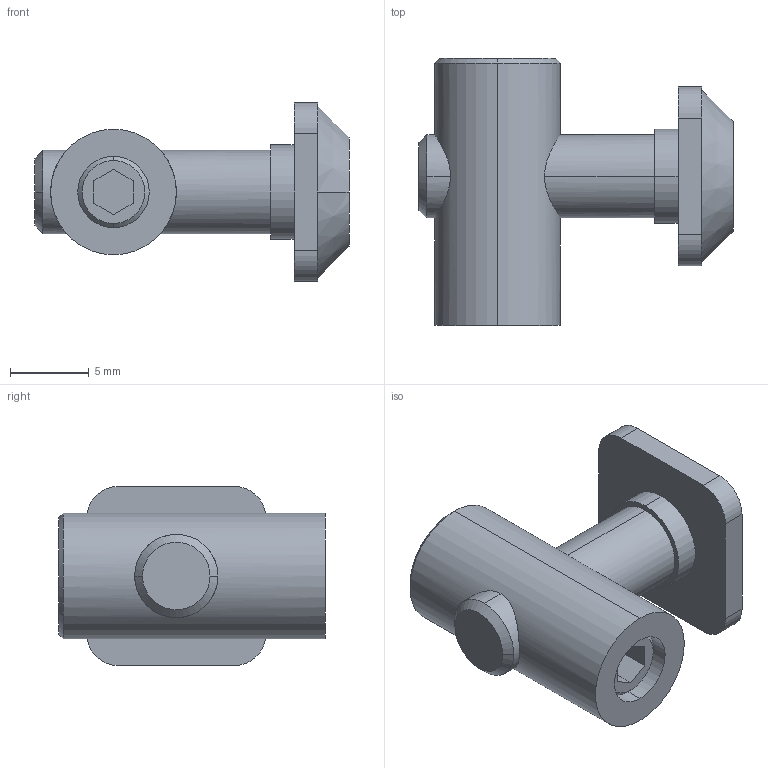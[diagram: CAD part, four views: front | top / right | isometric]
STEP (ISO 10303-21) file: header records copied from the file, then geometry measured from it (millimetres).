
FILE_DESCRIPTION (( 'STEP AP214' ), '1' );
FILE_NAME ('-6126100', '2019-02-04T09:21:33', ( '' ), ('JUGARD+KÜNSTNER GmbH'), 'SwSTEP 2.0', 'SolidWorks 2017', '' );
FILE_SCHEMA (( 'AUTOMOTIVE_DESIGN' ));
Length unit declared in the file: millimetre
Products named in the file (1): -6126100_CNAJF00
Bounding box: 20 x 17 x 11.4 mm (x, y, z)
Volume: 1344.3 mm3; surface area: 1046.7 mm2
Topology: 1 solids, 2 shells, 46 faces, 102 edges, 66 vertices
Faces by surface type: plane 19, cylinder 17, cone 10
Entity records: 1526 total; most frequent: CARTESIAN_POINT 445, DIRECTION 226, ORIENTED_EDGE 204, EDGE_CURVE 102, AXIS2_PLACEMENT_3D 85, VERTEX_POINT 66, VECTOR 56, LINE 56
